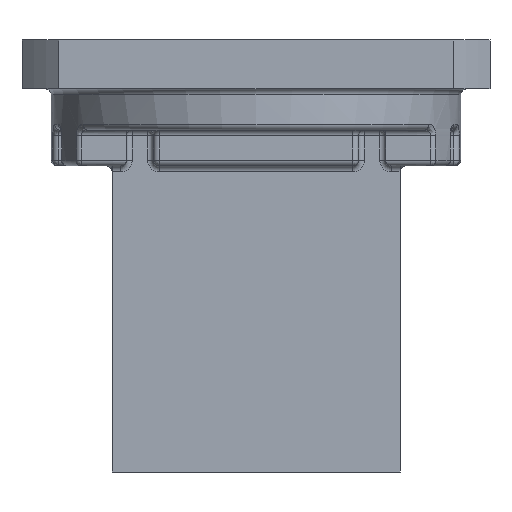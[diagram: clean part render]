
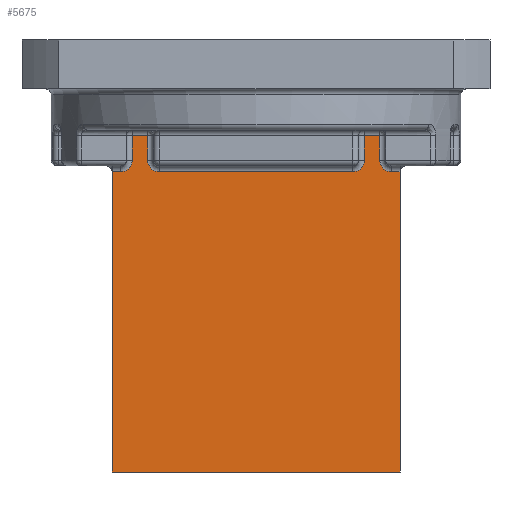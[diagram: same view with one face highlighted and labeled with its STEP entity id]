
A CAD part, front view. The second image highlights one B-rep face of the part: STEP entity #5675.
In plain terms, the highlighted planar face has unit normal (0, -1, 0).
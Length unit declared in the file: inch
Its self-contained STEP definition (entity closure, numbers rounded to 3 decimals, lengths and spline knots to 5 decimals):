
#37 = DIRECTION ( 'NONE',  ( 0., 0., 1. ) ) ;
#125 = VERTEX_POINT ( 'NONE', #3696 ) ;
#174 = CARTESIAN_POINT ( 'NONE',  ( 0.37625, -0.25, -0.3325 ) ) ;
#329 = CARTESIAN_POINT ( 'NONE',  ( -0.35625, -0.25, -0.4575 ) ) ;
#407 = VERTEX_POINT ( 'NONE', #6986 ) ;
#471 = CARTESIAN_POINT ( 'NONE',  ( -0.33625, -0.25, -0.4175 ) ) ;
#675 = EDGE_CURVE ( 'NONE', #3303, #7125, #787, .T. ) ;
#768 = EDGE_CURVE ( 'NONE', #125, #10223, #11050, .T. ) ;
#787 = CIRCLE ( 'NONE', #5422, 0.04 ) ;
#816 = ORIENTED_EDGE ( 'NONE', *, *, #2938, .T. ) ;
#841 = DIRECTION ( 'NONE',  ( -1., 0., 0. ) ) ;
#863 = VERTEX_POINT ( 'NONE', #6211 ) ;
#878 = DIRECTION ( 'NONE',  ( 0., 0., 1. ) ) ;
#917 = CARTESIAN_POINT ( 'NONE',  ( -0.35625, -0.25, -0.4575 ) ) ;
#944 = DIRECTION ( 'NONE',  ( -1., 0., 0. ) ) ;
#958 = CARTESIAN_POINT ( 'NONE',  ( -0.5, -0.25, -0.4575 ) ) ;
#966 = LINE ( 'NONE', #8993, #10106 ) ;
#1209 = VECTOR ( 'NONE', #11647, 39.37008 ) ;
#1238 = VERTEX_POINT ( 'NONE', #5962 ) ;
#1343 = LINE ( 'NONE', #11274, #7229 ) ;
#1416 = LINE ( 'NONE', #11667, #9848 ) ;
#1597 = ORIENTED_EDGE ( 'NONE', *, *, #6173, .T. ) ;
#1619 = VECTOR ( 'NONE', #6034, 39.37008 ) ;
#1631 = CARTESIAN_POINT ( 'NONE',  ( -0.5, -0.25, -1.5 ) ) ;
#1731 = EDGE_CURVE ( 'NONE', #10872, #1238, #1343, .T. ) ;
#1941 = LINE ( 'NONE', #4618, #5750 ) ;
#2198 = EDGE_CURVE ( 'NONE', #9945, #5040, #966, .T. ) ;
#2207 = ORIENTED_EDGE ( 'NONE', *, *, #6934, .T. ) ;
#2209 = VERTEX_POINT ( 'NONE', #4510 ) ;
#2237 = LINE ( 'NONE', #329, #8737 ) ;
#2251 = EDGE_LOOP ( 'NONE', ( #7988, #2917, #11005, #2207, #8989, #7408, #3920, #9297, #6825, #4019, #7127, #8284, #8274, #1597, #816, #6714 ) ) ;
#2322 = DIRECTION ( 'NONE',  ( 0., -1., 0. ) ) ;
#2656 = VECTOR ( 'NONE', #6219, 39.37008 ) ;
#2917 = ORIENTED_EDGE ( 'NONE', *, *, #4205, .T. ) ;
#2938 = EDGE_CURVE ( 'NONE', #8463, #9945, #7337, .T. ) ;
#2986 = AXIS2_PLACEMENT_3D ( 'NONE', #10847, #10772, #3665 ) ;
#3231 = VECTOR ( 'NONE', #10362, 39.37008 ) ;
#3303 = VERTEX_POINT ( 'NONE', #6720 ) ;
#3306 = CARTESIAN_POINT ( 'NONE',  ( 0.47, -0.25, -0.4575 ) ) ;
#3488 = CARTESIAN_POINT ( 'NONE',  ( -0.47, -0.25, -0.4575 ) ) ;
#3661 = VECTOR ( 'NONE', #841, 39.37008 ) ;
#3665 = DIRECTION ( 'NONE',  ( 0., 0., 1. ) ) ;
#3696 = CARTESIAN_POINT ( 'NONE',  ( 0.43, -0.25, -0.4175 ) ) ;
#3718 = CARTESIAN_POINT ( 'NONE',  ( 0.33625, -0.25, -0.4175 ) ) ;
#3842 = AXIS2_PLACEMENT_3D ( 'NONE', #9578, #2322, #8753 ) ;
#3920 = ORIENTED_EDGE ( 'NONE', *, *, #768, .F. ) ;
#4015 = DIRECTION ( 'NONE',  ( 0., -1., 0. ) ) ;
#4019 = ORIENTED_EDGE ( 'NONE', *, *, #1731, .T. ) ;
#4205 = EDGE_CURVE ( 'NONE', #6747, #8844, #5612, .T. ) ;
#4290 = EDGE_CURVE ( 'NONE', #6747, #5040, #6589, .T. ) ;
#4401 = CARTESIAN_POINT ( 'NONE',  ( 0.43, -0.25, -0.3125 ) ) ;
#4413 = EDGE_CURVE ( 'NONE', #7837, #8844, #5602, .T. ) ;
#4510 = CARTESIAN_POINT ( 'NONE',  ( 0.43, -0.25, -0.3325 ) ) ;
#4571 = CARTESIAN_POINT ( 'NONE',  ( -0.37625, -0.25, -0.3325 ) ) ;
#4606 = CIRCLE ( 'NONE', #9521, 0.04 ) ;
#4618 = CARTESIAN_POINT ( 'NONE',  ( 0.35625, -0.25, -0.3325 ) ) ;
#5040 = VERTEX_POINT ( 'NONE', #6765 ) ;
#5110 = DIRECTION ( 'NONE',  ( 0., 0., 1. ) ) ;
#5305 = AXIS2_PLACEMENT_3D ( 'NONE', #8498, #5800, #7606 ) ;
#5422 = AXIS2_PLACEMENT_3D ( 'NONE', #471, #4015, #5739 ) ;
#5433 = PLANE ( 'NONE',  #2986 ) ;
#5602 = LINE ( 'NONE', #11590, #2656 ) ;
#5612 = LINE ( 'NONE', #5961, #3231 ) ;
#5675 = ADVANCED_FACE ( 'NONE', ( #8966 ), #5433, .F. ) ;
#5739 = DIRECTION ( 'NONE',  ( 0., 0., 1. ) ) ;
#5750 = VECTOR ( 'NONE', #944, 39.37008 ) ;
#5795 = EDGE_CURVE ( 'NONE', #125, #2209, #5994, .T. ) ;
#5800 = DIRECTION ( 'NONE',  ( 0., -1., 0. ) ) ;
#5905 = DIRECTION ( 'NONE',  ( 0., 0., -1. ) ) ;
#5961 = CARTESIAN_POINT ( 'NONE',  ( -0.35625, -0.25, -0.4575 ) ) ;
#5962 = CARTESIAN_POINT ( 'NONE',  ( 0.37625, -0.25, -0.4175 ) ) ;
#5994 = LINE ( 'NONE', #4401, #1209 ) ;
#6034 = DIRECTION ( 'NONE',  ( 1., 0., 0. ) ) ;
#6173 = EDGE_CURVE ( 'NONE', #3303, #8463, #9979, .T. ) ;
#6211 = CARTESIAN_POINT ( 'NONE',  ( 0.5, -0.25, -0.4575 ) ) ;
#6219 = DIRECTION ( 'NONE',  ( 0., 0., 1. ) ) ;
#6589 = CIRCLE ( 'NONE', #5305, 0.04 ) ;
#6609 = CARTESIAN_POINT ( 'NONE',  ( -0.43, -0.25, -0.3325 ) ) ;
#6714 = ORIENTED_EDGE ( 'NONE', *, *, #2198, .T. ) ;
#6720 = CARTESIAN_POINT ( 'NONE',  ( -0.37625, -0.25, -0.4175 ) ) ;
#6747 = VERTEX_POINT ( 'NONE', #3488 ) ;
#6765 = CARTESIAN_POINT ( 'NONE',  ( -0.43, -0.25, -0.4175 ) ) ;
#6825 = ORIENTED_EDGE ( 'NONE', *, *, #8394, .T. ) ;
#6934 = EDGE_CURVE ( 'NONE', #7837, #9275, #7646, .T. ) ;
#6986 = CARTESIAN_POINT ( 'NONE',  ( 0.33625, -0.25, -0.4575 ) ) ;
#7066 = DIRECTION ( 'NONE',  ( 0., 0., -1. ) ) ;
#7115 = CARTESIAN_POINT ( 'NONE',  ( -0.5, -0.25, -1.5 ) ) ;
#7125 = VERTEX_POINT ( 'NONE', #8000 ) ;
#7127 = ORIENTED_EDGE ( 'NONE', *, *, #8372, .F. ) ;
#7229 = VECTOR ( 'NONE', #5905, 39.37008 ) ;
#7337 = LINE ( 'NONE', #11153, #9469 ) ;
#7408 = ORIENTED_EDGE ( 'NONE', *, *, #8696, .T. ) ;
#7606 = DIRECTION ( 'NONE',  ( 0., 0., 1. ) ) ;
#7646 = LINE ( 'NONE', #1631, #1619 ) ;
#7837 = VERTEX_POINT ( 'NONE', #7115 ) ;
#7988 = ORIENTED_EDGE ( 'NONE', *, *, #4290, .F. ) ;
#8000 = CARTESIAN_POINT ( 'NONE',  ( -0.33625, -0.25, -0.4575 ) ) ;
#8274 = ORIENTED_EDGE ( 'NONE', *, *, #675, .F. ) ;
#8284 = ORIENTED_EDGE ( 'NONE', *, *, #8894, .T. ) ;
#8372 = EDGE_CURVE ( 'NONE', #407, #1238, #4606, .T. ) ;
#8394 = EDGE_CURVE ( 'NONE', #2209, #10872, #1941, .T. ) ;
#8463 = VERTEX_POINT ( 'NONE', #4571 ) ;
#8469 = LINE ( 'NONE', #917, #3661 ) ;
#8498 = CARTESIAN_POINT ( 'NONE',  ( -0.47, -0.25, -0.4175 ) ) ;
#8645 = CARTESIAN_POINT ( 'NONE',  ( -0.37625, -0.25, -0.3125 ) ) ;
#8696 = EDGE_CURVE ( 'NONE', #863, #10223, #2237, .T. ) ;
#8737 = VECTOR ( 'NONE', #10161, 39.37008 ) ;
#8753 = DIRECTION ( 'NONE',  ( 0., 0., 1. ) ) ;
#8844 = VERTEX_POINT ( 'NONE', #958 ) ;
#8877 = VECTOR ( 'NONE', #5110, 39.37008 ) ;
#8894 = EDGE_CURVE ( 'NONE', #407, #7125, #8469, .T. ) ;
#8966 = FACE_OUTER_BOUND ( 'NONE', #2251, .T. ) ;
#8989 = ORIENTED_EDGE ( 'NONE', *, *, #11523, .T. ) ;
#8993 = CARTESIAN_POINT ( 'NONE',  ( -0.43, -0.25, -0.4375 ) ) ;
#9275 = VERTEX_POINT ( 'NONE', #9605 ) ;
#9297 = ORIENTED_EDGE ( 'NONE', *, *, #5795, .T. ) ;
#9421 = DIRECTION ( 'NONE',  ( -1., 0., 0. ) ) ;
#9469 = VECTOR ( 'NONE', #9421, 39.37008 ) ;
#9521 = AXIS2_PLACEMENT_3D ( 'NONE', #3718, #10019, #37 ) ;
#9578 = CARTESIAN_POINT ( 'NONE',  ( 0.47, -0.25, -0.4175 ) ) ;
#9605 = CARTESIAN_POINT ( 'NONE',  ( 0.5, -0.25, -1.5 ) ) ;
#9848 = VECTOR ( 'NONE', #878, 39.37008 ) ;
#9945 = VERTEX_POINT ( 'NONE', #6609 ) ;
#9979 = LINE ( 'NONE', #8645, #8877 ) ;
#10019 = DIRECTION ( 'NONE',  ( 0., -1., 0. ) ) ;
#10106 = VECTOR ( 'NONE', #7066, 39.37008 ) ;
#10161 = DIRECTION ( 'NONE',  ( -1., 0., 0. ) ) ;
#10223 = VERTEX_POINT ( 'NONE', #3306 ) ;
#10362 = DIRECTION ( 'NONE',  ( -1., 0., 0. ) ) ;
#10772 = DIRECTION ( 'NONE',  ( 0., 1., 0. ) ) ;
#10847 = CARTESIAN_POINT ( 'NONE',  ( -0.35625, -0.25, 0.55557 ) ) ;
#10872 = VERTEX_POINT ( 'NONE', #174 ) ;
#11005 = ORIENTED_EDGE ( 'NONE', *, *, #4413, .F. ) ;
#11050 = CIRCLE ( 'NONE', #3842, 0.04 ) ;
#11153 = CARTESIAN_POINT ( 'NONE',  ( -0.45, -0.25, -0.3325 ) ) ;
#11274 = CARTESIAN_POINT ( 'NONE',  ( 0.37625, -0.25, -0.4375 ) ) ;
#11523 = EDGE_CURVE ( 'NONE', #9275, #863, #1416, .T. ) ;
#11590 = CARTESIAN_POINT ( 'NONE',  ( -0.5, -0.25, -1.5 ) ) ;
#11647 = DIRECTION ( 'NONE',  ( 0., 0., 1. ) ) ;
#11667 = CARTESIAN_POINT ( 'NONE',  ( 0.5, -0.25, -1.5 ) ) ;
